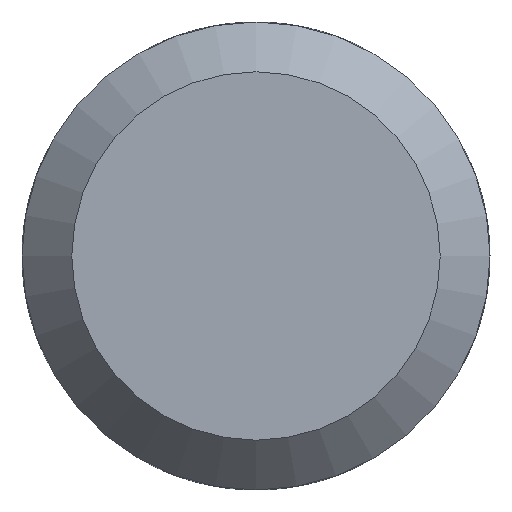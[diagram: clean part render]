
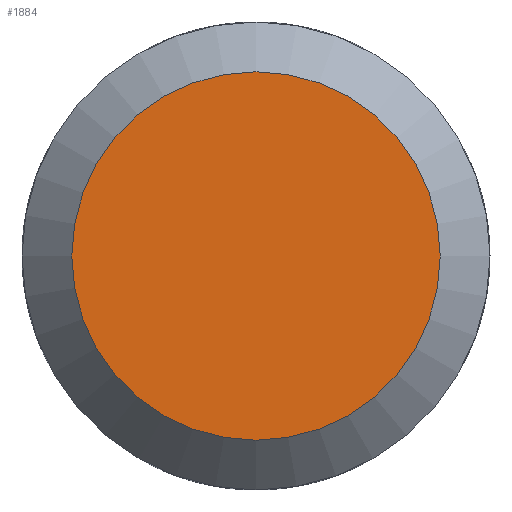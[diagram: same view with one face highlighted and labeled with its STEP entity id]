
A CAD part, left-side view. The second image highlights one B-rep face of the part: STEP entity #1884.
In plain terms, the highlighted planar face has unit normal (-1, 0, 0).
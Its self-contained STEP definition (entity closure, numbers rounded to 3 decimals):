
#66 = CONICAL_SURFACE('',#67,4.7,0.785);
#67 = AXIS2_PLACEMENT_3D('',#68,#69,#70);
#68 = CARTESIAN_POINT('',(-13.,0.,0.));
#69 = DIRECTION('',(1.,0.,0.));
#70 = DIRECTION('',(0.,1.,0.));
#1470 = VERTEX_POINT('',#1471);
#1471 = CARTESIAN_POINT('',(-14.,3.7,0.));
#1492 = EDGE_CURVE('',#1470,#1470,#1493,.T.);
#1493 = SURFACE_CURVE('',#1494,(#1499,#1506),.PCURVE_S1.);
#1494 = CIRCLE('',#1495,3.7);
#1495 = AXIS2_PLACEMENT_3D('',#1496,#1497,#1498);
#1496 = CARTESIAN_POINT('',(-14.,0.,0.));
#1497 = DIRECTION('',(1.,0.,0.));
#1498 = DIRECTION('',(0.,1.,0.));
#1499 = PCURVE('',#66,#1500);
#1500 = DEFINITIONAL_REPRESENTATION('',(#1501),#1505);
#1501 = LINE('',#1502,#1503);
#1502 = CARTESIAN_POINT('',(0.,-1.));
#1503 = VECTOR('',#1504,1.);
#1504 = DIRECTION('',(1.,-0.));
#1505 = ( GEOMETRIC_REPRESENTATION_CONTEXT(2) 
PARAMETRIC_REPRESENTATION_CONTEXT() REPRESENTATION_CONTEXT('2D SPACE',''
  ) );
#1506 = PCURVE('',#1507,#1512);
#1507 = PLANE('',#1508);
#1508 = AXIS2_PLACEMENT_3D('',#1509,#1510,#1511);
#1509 = CARTESIAN_POINT('',(-14.,0.,0.));
#1510 = DIRECTION('',(1.,0.,0.));
#1511 = DIRECTION('',(0.,1.,0.));
#1512 = DEFINITIONAL_REPRESENTATION('',(#1513),#1517);
#1513 = CIRCLE('',#1514,3.7);
#1514 = AXIS2_PLACEMENT_2D('',#1515,#1516);
#1515 = CARTESIAN_POINT('',(0.,0.));
#1516 = DIRECTION('',(1.,-0.));
#1517 = ( GEOMETRIC_REPRESENTATION_CONTEXT(2) 
PARAMETRIC_REPRESENTATION_CONTEXT() REPRESENTATION_CONTEXT('2D SPACE',''
  ) );
#1884 = ADVANCED_FACE('',(#1885),#1507,.F.);
#1885 = FACE_BOUND('',#1886,.T.);
#1886 = EDGE_LOOP('',(#1887));
#1887 = ORIENTED_EDGE('',*,*,#1492,.F.);
